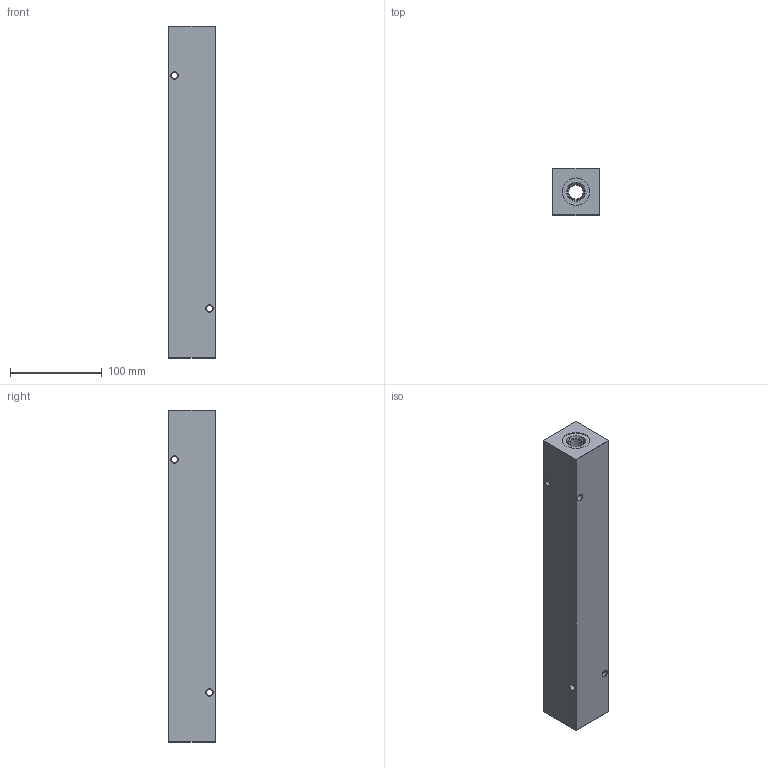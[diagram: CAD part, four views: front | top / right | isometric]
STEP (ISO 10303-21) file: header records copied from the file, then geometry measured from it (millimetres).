
FILE_DESCRIPTION (( 'STEP AP203' ), '1' );
FILE_NAME ('HM-7-90-S-8-6.STEP', '2020-11-09T21:36:06', ( '' ), ( '' ), 'SwSTEP 2.0', 'SolidWorks 2019', '' );
FILE_SCHEMA (( 'CONFIG_CONTROL_DESIGN' ));
Length unit declared in the file: inch
Products named in the file (1): HM-7-90-S-8-6
Bounding box: 50.8 x 50.8 x 361.95 mm (x, y, z)
Volume: 813079.4 mm3; surface area: 107629.1 mm2
Topology: 1 solids, 1 shells, 666 faces, 1655 edges, 1042 vertices
Faces by surface type: plane 241, bspline 203, cone 112, cylinder 110
Entity records: 30490 total; most frequent: CARTESIAN_POINT 15843, ORIENTED_EDGE 3310, DIRECTION 2399, EDGE_CURVE 1655, VERTEX_POINT 1042, LINE 939, VECTOR 939, EDGE_LOOP 759
